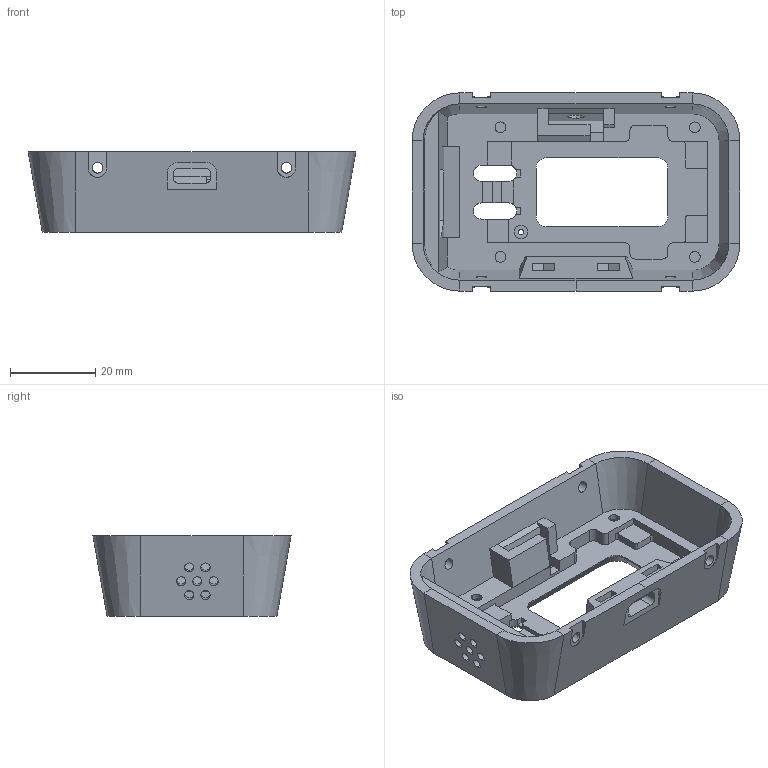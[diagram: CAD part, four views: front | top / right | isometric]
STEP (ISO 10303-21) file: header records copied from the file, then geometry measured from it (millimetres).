
FILE_DESCRIPTION (( 'STEP AP214' ), '1' );
FILE_NAME ('Front - ESP32 Wall Display.STEP', '2023-03-12T04:28:26', ( '' ), ( '' ), 'SwSTEP 2.0', 'SolidWorks 2019', '' );
FILE_SCHEMA (( 'AUTOMOTIVE_DESIGN' ));
Length unit declared in the file: inch
Products named in the file (1): Front - ESP32 Wall Display
Bounding box: 77.13 x 46.65 x 19.05 mm (x, y, z)
Volume: 19059.1 mm3; surface area: 14048.7 mm2
Topology: 1 solids, 1 shells, 337 faces, 897 edges, 574 vertices
Faces by surface type: plane 227, cylinder 92, cone 18
Entity records: 10481 total; most frequent: CARTESIAN_POINT 1869, ORIENTED_EDGE 1794, DIRECTION 1761, EDGE_CURVE 897, VECTOR 669, LINE 669, VERTEX_POINT 574, AXIS2_PLACEMENT_3D 546
